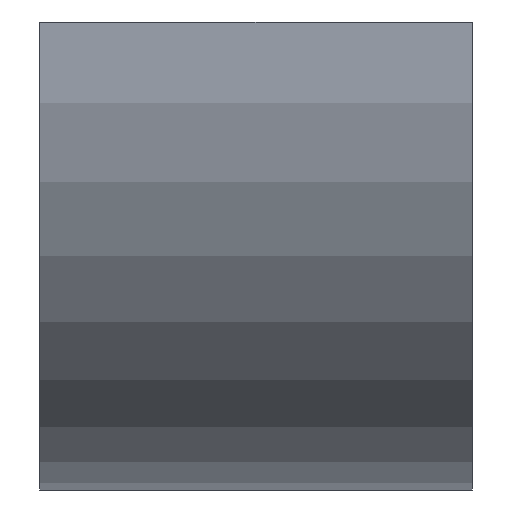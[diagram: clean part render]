
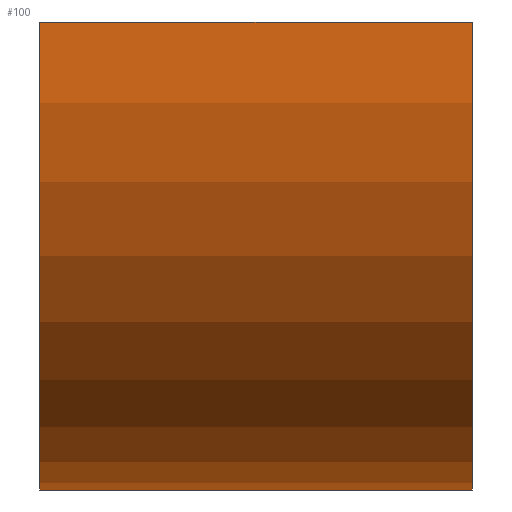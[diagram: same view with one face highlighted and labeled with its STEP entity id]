
A CAD part, top view. The second image highlights one B-rep face of the part: STEP entity #100.
In plain terms, the highlighted cylindrical face has radius 17.5 mm (diameter 35 mm), a partial arc.
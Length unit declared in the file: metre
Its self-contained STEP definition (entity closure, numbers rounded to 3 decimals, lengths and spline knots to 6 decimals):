
#12=CYLINDRICAL_SURFACE('',#123,0.0175);
#14=CIRCLE('',#122,0.0175);
#15=CIRCLE('',#124,0.0175);
#20=ORIENTED_EDGE('',*,*,#44,.F.);
#21=ORIENTED_EDGE('',*,*,#43,.F.);
#22=ORIENTED_EDGE('',*,*,#45,.F.);
#23=ORIENTED_EDGE('',*,*,#46,.T.);
#43=EDGE_CURVE('',#54,#55,#14,.T.);
#44=EDGE_CURVE('',#55,#56,#63,.F.);
#45=EDGE_CURVE('',#57,#54,#64,.T.);
#46=EDGE_CURVE('',#57,#56,#15,.T.);
#54=VERTEX_POINT('',#167);
#55=VERTEX_POINT('',#168);
#56=VERTEX_POINT('',#172);
#57=VERTEX_POINT('',#174);
#63=LINE('',#171,#71);
#64=LINE('',#173,#72);
#71=VECTOR('',#141,1.);
#72=VECTOR('',#142,1.);
#79=EDGE_LOOP('',(#20,#21,#22,#23));
#87=FACE_BOUND('',#79,.T.);
#100=ADVANCED_FACE('',(#87),#12,.T.);
#122=AXIS2_PLACEMENT_3D('',#169,#137,#138);
#123=AXIS2_PLACEMENT_3D('',#170,#139,#140);
#124=AXIS2_PLACEMENT_3D('',#175,#143,#144);
#137=DIRECTION('',(1.,0.,0.));
#138=DIRECTION('',(0.,0.,-1.));
#139=DIRECTION('',(1.,0.,0.));
#140=DIRECTION('',(0.,0.,-1.));
#141=DIRECTION('',(1.,0.,0.));
#142=DIRECTION('',(1.,0.,0.));
#143=DIRECTION('',(1.,0.,0.));
#144=DIRECTION('',(0.,0.,-1.));
#167=CARTESIAN_POINT('',(-0.076768,0.,-0.05737));
#168=CARTESIAN_POINT('',(-0.076768,0.,-0.09237));
#169=CARTESIAN_POINT('',(-0.076768,0.,-0.07487));
#170=CARTESIAN_POINT('',(-0.061768,0.,-0.07487));
#171=CARTESIAN_POINT('',(-0.061768,0.,-0.09237));
#172=CARTESIAN_POINT('',(-0.092956,0.,-0.09237));
#173=CARTESIAN_POINT('',(-0.061768,0.,-0.05737));
#174=CARTESIAN_POINT('',(-0.092956,0.,-0.05737));
#175=CARTESIAN_POINT('',(-0.092956,0.,-0.07487));
